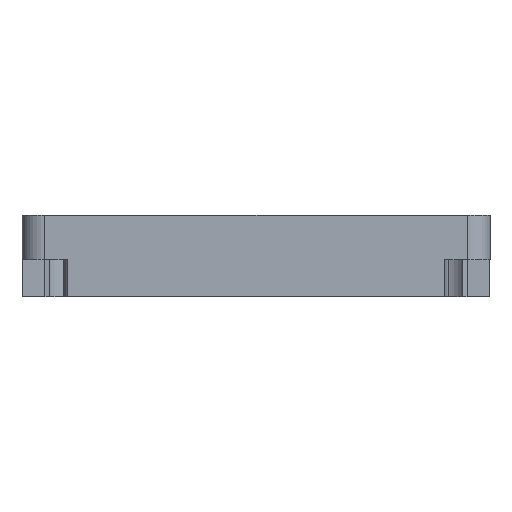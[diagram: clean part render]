
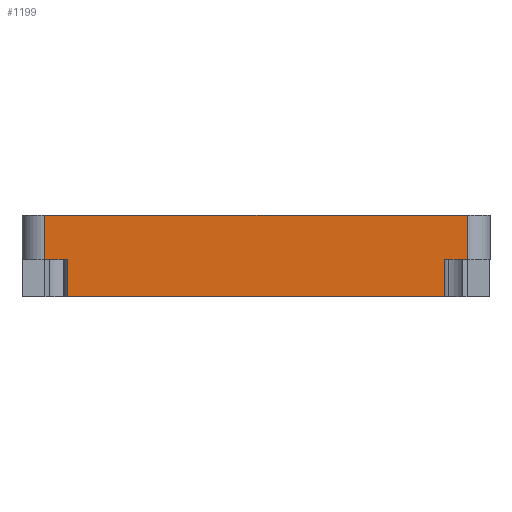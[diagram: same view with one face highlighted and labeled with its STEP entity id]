
A CAD part, left-side view. The second image highlights one B-rep face of the part: STEP entity #1199.
In plain terms, the highlighted planar face has unit normal (-1, 0, 0).
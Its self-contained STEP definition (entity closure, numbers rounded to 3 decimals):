
#53=PLANE('',#1313);
#107=FACE_OUTER_BOUND('',#185,.T.);
#185=EDGE_LOOP('',(#1013,#1014,#1015,#1016,#1017,#1018,#1019,#1020));
#240=LINE('',#1836,#354);
#257=LINE('',#1884,#371);
#271=LINE('',#1926,#385);
#281=LINE('',#1957,#395);
#286=LINE('',#1969,#400);
#292=LINE('',#1981,#406);
#293=LINE('',#1984,#407);
#294=LINE('',#1985,#408);
#354=VECTOR('',#1476,10.);
#371=VECTOR('',#1519,10.);
#385=VECTOR('',#1557,10.);
#395=VECTOR('',#1593,10.);
#400=VECTOR('',#1606,10.);
#406=VECTOR('',#1618,10.);
#407=VECTOR('',#1621,10.);
#408=VECTOR('',#1622,10.);
#543=VERTEX_POINT('',#1833);
#544=VERTEX_POINT('',#1835);
#561=VERTEX_POINT('',#1881);
#562=VERTEX_POINT('',#1883);
#578=VERTEX_POINT('',#1924);
#586=VERTEX_POINT('',#1956);
#592=VERTEX_POINT('',#1979);
#593=VERTEX_POINT('',#1983);
#675=EDGE_CURVE('',#543,#544,#240,.T.);
#698=EDGE_CURVE('',#561,#562,#257,.T.);
#719=EDGE_CURVE('',#561,#578,#271,.T.);
#734=EDGE_CURVE('',#544,#586,#281,.T.);
#741=EDGE_CURVE('',#586,#578,#286,.T.);
#748=EDGE_CURVE('',#543,#592,#292,.T.);
#749=EDGE_CURVE('',#593,#592,#293,.T.);
#750=EDGE_CURVE('',#562,#593,#294,.T.);
#1013=ORIENTED_EDGE('',*,*,#748,.T.);
#1014=ORIENTED_EDGE('',*,*,#749,.F.);
#1015=ORIENTED_EDGE('',*,*,#750,.F.);
#1016=ORIENTED_EDGE('',*,*,#698,.F.);
#1017=ORIENTED_EDGE('',*,*,#719,.T.);
#1018=ORIENTED_EDGE('',*,*,#741,.F.);
#1019=ORIENTED_EDGE('',*,*,#734,.F.);
#1020=ORIENTED_EDGE('',*,*,#675,.F.);
#1199=ADVANCED_FACE('',(#107),#53,.T.);
#1313=AXIS2_PLACEMENT_3D('',#1982,#1619,#1620);
#1476=DIRECTION('',(0.,1.,0.));
#1519=DIRECTION('',(0.,1.,0.));
#1557=DIRECTION('',(0.,0.,1.));
#1593=DIRECTION('',(0.,0.,1.));
#1606=DIRECTION('',(0.,-1.,0.));
#1618=DIRECTION('',(0.,0.,-1.));
#1619=DIRECTION('center_axis',(-1.,0.,0.));
#1620=DIRECTION('ref_axis',(0.,1.,0.));
#1621=DIRECTION('',(0.,1.,0.));
#1622=DIRECTION('',(0.,0.,-1.));
#1833=CARTESIAN_POINT('',(-56.55,25.45,-2.589));
#1835=CARTESIAN_POINT('',(-56.55,28.5,-2.589));
#1836=CARTESIAN_POINT('',(-56.55,-31.55,-2.589));
#1881=CARTESIAN_POINT('',(-56.55,-28.5,-2.589));
#1883=CARTESIAN_POINT('',(-56.55,-25.45,-2.589));
#1884=CARTESIAN_POINT('',(-56.55,-31.55,-2.589));
#1924=CARTESIAN_POINT('',(-56.55,-28.5,3.411));
#1926=CARTESIAN_POINT('',(-56.55,-28.5,0.411));
#1956=CARTESIAN_POINT('',(-56.55,28.5,3.411));
#1957=CARTESIAN_POINT('',(-56.55,28.5,0.411));
#1969=CARTESIAN_POINT('',(-56.55,-31.55,3.411));
#1979=CARTESIAN_POINT('',(-56.55,25.45,-7.589));
#1981=CARTESIAN_POINT('',(-56.55,25.45,0.411));
#1982=CARTESIAN_POINT('Origin',(-56.55,-25.45,0.411));
#1983=CARTESIAN_POINT('',(-56.55,-25.45,-7.589));
#1984=CARTESIAN_POINT('',(-56.55,-31.55,-7.589));
#1985=CARTESIAN_POINT('',(-56.55,-25.45,0.411));
